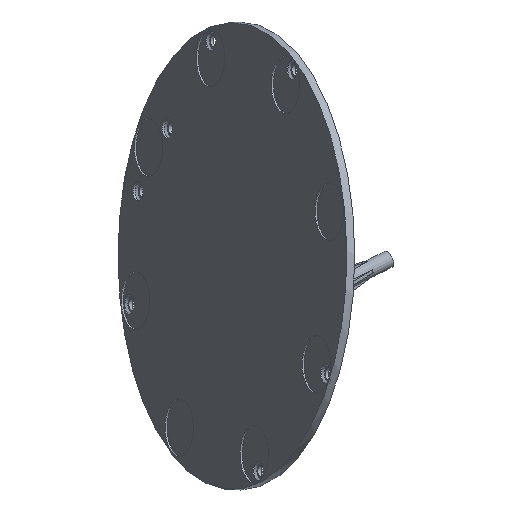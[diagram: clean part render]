
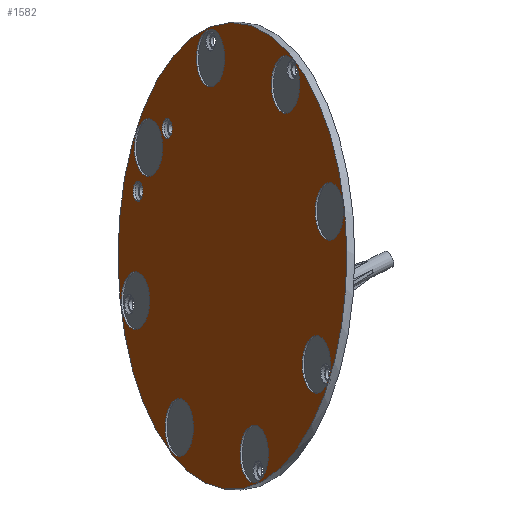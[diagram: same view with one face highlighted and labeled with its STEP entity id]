
A CAD part, left-side view. The second image highlights one B-rep face of the part: STEP entity #1582.
In plain terms, the highlighted planar face has unit normal (-0.49, 0.872, 0).
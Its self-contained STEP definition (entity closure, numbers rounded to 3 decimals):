
#1352=CIRCLE('',#4286,2.276);
#1353=CIRCLE('',#4287,2.276);
#1354=CIRCLE('',#4288,6.55);
#1355=CIRCLE('',#4289,6.55);
#1356=CIRCLE('',#4290,6.55);
#1357=CIRCLE('',#4291,6.55);
#1358=CIRCLE('',#4292,52.895);
#1359=CIRCLE('',#4293,6.55);
#1360=CIRCLE('',#4294,6.55);
#1361=CIRCLE('',#4295,6.55);
#1362=CIRCLE('',#4296,6.55);
#1429=FACE_BOUND('',#2009,.T.);
#1430=FACE_BOUND('',#2010,.T.);
#1431=FACE_BOUND('',#2011,.T.);
#1432=FACE_BOUND('',#2012,.T.);
#1433=FACE_BOUND('',#2013,.T.);
#1434=FACE_BOUND('',#2014,.T.);
#1435=FACE_BOUND('',#2015,.T.);
#1436=FACE_BOUND('',#2016,.T.);
#1437=FACE_BOUND('',#2017,.T.);
#1438=FACE_BOUND('',#2018,.T.);
#1439=FACE_BOUND('',#2019,.T.);
#1582=ADVANCED_FACE('',(#1429,#1430,#1431,#1432,#1433,#1434,#1435,#1436,
#1437,#1438,#1439),#1753,.F.);
#1753=PLANE('',#4297);
#2009=EDGE_LOOP('',(#2674));
#2010=EDGE_LOOP('',(#2675));
#2011=EDGE_LOOP('',(#2676));
#2012=EDGE_LOOP('',(#2677));
#2013=EDGE_LOOP('',(#2678));
#2014=EDGE_LOOP('',(#2679));
#2015=EDGE_LOOP('',(#2680));
#2016=EDGE_LOOP('',(#2681));
#2017=EDGE_LOOP('',(#2682));
#2018=EDGE_LOOP('',(#2683));
#2019=EDGE_LOOP('',(#2684));
#2674=ORIENTED_EDGE('',*,*,#3684,.F.);
#2675=ORIENTED_EDGE('',*,*,#3685,.F.);
#2676=ORIENTED_EDGE('',*,*,#3686,.F.);
#2677=ORIENTED_EDGE('',*,*,#3687,.F.);
#2678=ORIENTED_EDGE('',*,*,#3688,.F.);
#2679=ORIENTED_EDGE('',*,*,#3689,.F.);
#2680=ORIENTED_EDGE('',*,*,#3690,.T.);
#2681=ORIENTED_EDGE('',*,*,#3691,.F.);
#2682=ORIENTED_EDGE('',*,*,#3692,.F.);
#2683=ORIENTED_EDGE('',*,*,#3693,.F.);
#2684=ORIENTED_EDGE('',*,*,#3694,.F.);
#3357=VERTEX_POINT('',#6155);
#3358=VERTEX_POINT('',#6157);
#3359=VERTEX_POINT('',#6159);
#3360=VERTEX_POINT('',#6161);
#3361=VERTEX_POINT('',#6163);
#3362=VERTEX_POINT('',#6165);
#3363=VERTEX_POINT('',#6167);
#3364=VERTEX_POINT('',#6169);
#3365=VERTEX_POINT('',#6171);
#3366=VERTEX_POINT('',#6173);
#3367=VERTEX_POINT('',#6175);
#3684=EDGE_CURVE('',#3357,#3357,#1352,.T.);
#3685=EDGE_CURVE('',#3358,#3358,#1353,.T.);
#3686=EDGE_CURVE('',#3359,#3359,#1354,.T.);
#3687=EDGE_CURVE('',#3360,#3360,#1355,.T.);
#3688=EDGE_CURVE('',#3361,#3361,#1356,.T.);
#3689=EDGE_CURVE('',#3362,#3362,#1357,.T.);
#3690=EDGE_CURVE('',#3363,#3363,#1358,.T.);
#3691=EDGE_CURVE('',#3364,#3364,#1359,.T.);
#3692=EDGE_CURVE('',#3365,#3365,#1360,.T.);
#3693=EDGE_CURVE('',#3366,#3366,#1361,.T.);
#3694=EDGE_CURVE('',#3367,#3367,#1362,.T.);
#4286=AXIS2_PLACEMENT_3D('',#6154,#4842,#4843);
#4287=AXIS2_PLACEMENT_3D('',#6156,#4844,#4845);
#4288=AXIS2_PLACEMENT_3D('',#6158,#4846,#4847);
#4289=AXIS2_PLACEMENT_3D('',#6160,#4848,#4849);
#4290=AXIS2_PLACEMENT_3D('',#6162,#4850,#4851);
#4291=AXIS2_PLACEMENT_3D('',#6164,#4852,#4853);
#4292=AXIS2_PLACEMENT_3D('',#6166,#4854,#4855);
#4293=AXIS2_PLACEMENT_3D('',#6168,#4856,#4857);
#4294=AXIS2_PLACEMENT_3D('',#6170,#4858,#4859);
#4295=AXIS2_PLACEMENT_3D('',#6172,#4860,#4861);
#4296=AXIS2_PLACEMENT_3D('',#6174,#4862,#4863);
#4297=AXIS2_PLACEMENT_3D('',#6176,#4864,#4865);
#4842=DIRECTION('',(-0.49,0.872,0.));
#4843=DIRECTION('',(-0.872,-0.49,0.025));
#4844=DIRECTION('',(-0.49,0.872,0.));
#4845=DIRECTION('',(-0.872,-0.49,0.025));
#4846=DIRECTION('',(-0.49,0.872,0.));
#4847=DIRECTION('',(-0.204,-0.115,0.972));
#4848=DIRECTION('',(-0.49,0.872,0.));
#4849=DIRECTION('',(-0.204,-0.115,0.972));
#4850=DIRECTION('',(-0.49,0.872,0.));
#4851=DIRECTION('',(-0.204,-0.115,0.972));
#4852=DIRECTION('',(-0.49,0.872,0.));
#4853=DIRECTION('',(-0.204,-0.115,0.972));
#4854=DIRECTION('',(-0.49,0.872,0.));
#4855=DIRECTION('',(-0.872,-0.49,0.025));
#4856=DIRECTION('',(-0.49,0.872,0.));
#4857=DIRECTION('',(-0.204,-0.115,0.972));
#4858=DIRECTION('',(-0.49,0.872,0.));
#4859=DIRECTION('',(-0.204,-0.115,0.972));
#4860=DIRECTION('',(-0.49,0.872,0.));
#4861=DIRECTION('',(-0.204,-0.115,0.972));
#4862=DIRECTION('',(-0.49,0.872,0.));
#4863=DIRECTION('',(-0.204,-0.115,0.972));
#4864=DIRECTION('',(0.49,-0.872,0.));
#4865=DIRECTION('',(0.022,0.012,1.));
#6154=CARTESIAN_POINT('',(14.918,52.452,29.72));
#6155=CARTESIAN_POINT('',(12.934,51.337,29.777));
#6156=CARTESIAN_POINT('',(26.712,59.079,15.497));
#6157=CARTESIAN_POINT('',(24.729,57.964,15.554));
#6158=CARTESIAN_POINT('',(10.068,49.727,-37.984));
#6159=CARTESIAN_POINT('',(8.728,48.974,-31.617));
#6160=CARTESIAN_POINT('',(27.733,59.652,-9.239));
#6161=CARTESIAN_POINT('',(26.393,58.899,-2.872));
#6162=CARTESIAN_POINT('',(22.504,56.714,25.414));
#6163=CARTESIAN_POINT('',(21.164,55.961,31.782));
#6164=CARTESIAN_POINT('',(-2.556,42.634,45.677));
#6165=CARTESIAN_POINT('',(-3.896,41.881,52.044));
#6166=CARTESIAN_POINT('',(-11.35,37.693,0.848));
#6167=CARTESIAN_POINT('',(-57.45,11.792,2.171));
#6168=CARTESIAN_POINT('',(-45.204,18.672,-23.719));
#6169=CARTESIAN_POINT('',(-46.543,17.92,-17.352));
#6170=CARTESIAN_POINT('',(-50.433,15.734,10.934));
#6171=CARTESIAN_POINT('',(-51.772,14.982,17.301));
#6172=CARTESIAN_POINT('',(-32.768,25.66,39.679));
#6173=CARTESIAN_POINT('',(-34.107,24.907,46.046));
#6174=CARTESIAN_POINT('',(-20.144,32.752,-43.982));
#6175=CARTESIAN_POINT('',(-21.483,32.,-37.614));
#6176=CARTESIAN_POINT('',(55.407,75.201,37.995));
